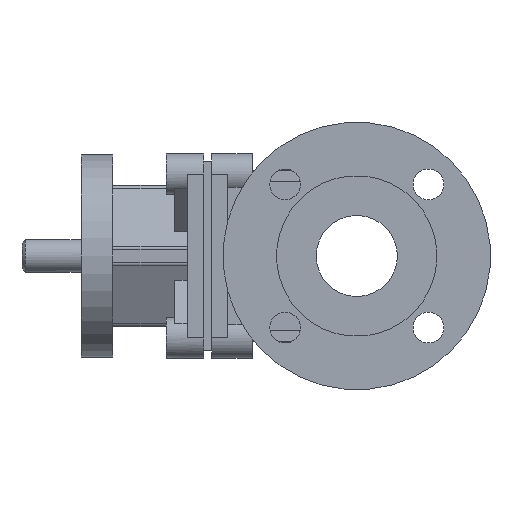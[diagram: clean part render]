
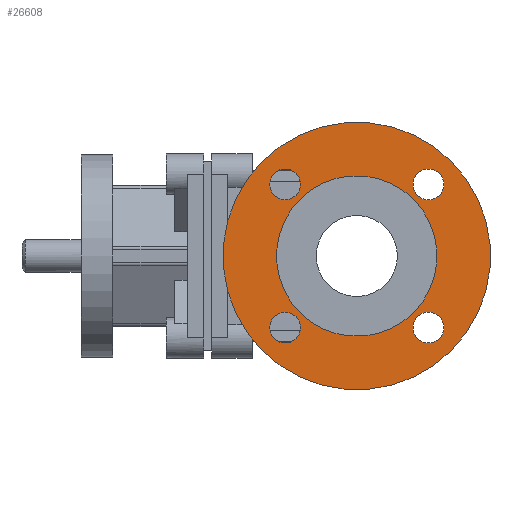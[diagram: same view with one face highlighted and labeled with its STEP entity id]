
A CAD part, left-side view. The second image highlights one B-rep face of the part: STEP entity #26608.
In plain terms, the highlighted planar face has unit normal (-1, 0, 0).
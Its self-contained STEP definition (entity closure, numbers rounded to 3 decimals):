
#26608=ADVANCED_FACE('',(#47548,#47550,#47552,#47554,#47556,#47558),#47560,.F.);
#47548=FACE_BOUND('',#47549,.T.);
#47549=EDGE_LOOP('',(#64943));
#47550=FACE_BOUND('',#47551,.T.);
#47551=EDGE_LOOP('',(#64944));
#47552=FACE_BOUND('',#47553,.T.);
#47553=EDGE_LOOP('',(#64945));
#47554=FACE_BOUND('',#47555,.T.);
#47555=EDGE_LOOP('',(#64946));
#47556=FACE_BOUND('',#47557,.T.);
#47557=EDGE_LOOP('',(#64947));
#47558=FACE_BOUND('',#47559,.T.);
#47559=EDGE_LOOP('',(#64948));
#47560=PLANE('',#47561);
#47561=AXIS2_PLACEMENT_3D('',#47562,#47563,#47564);
#47562=CARTESIAN_POINT('',(4264.703,1886.633,-4.844));
#47563=DIRECTION('',(1.,0.,0.));
#47564=DIRECTION('',(0.,0.707,-0.707));
#64943=ORIENTED_EDGE('',*,*,#73674,.F.);
#64944=ORIENTED_EDGE('',*,*,#73670,.F.);
#64945=ORIENTED_EDGE('',*,*,#73671,.F.);
#64946=ORIENTED_EDGE('',*,*,#73672,.F.);
#64947=ORIENTED_EDGE('',*,*,#73675,.T.);
#64948=ORIENTED_EDGE('',*,*,#73669,.F.);
#73669=EDGE_CURVE('',#88125,#88125,#88126,.T.);
#73670=EDGE_CURVE('',#88127,#88127,#88128,.T.);
#73671=EDGE_CURVE('',#88129,#88129,#88130,.T.);
#73672=EDGE_CURVE('',#88131,#88131,#88132,.T.);
#73674=EDGE_CURVE('',#88135,#88135,#88136,.T.);
#73675=EDGE_CURVE('',#88137,#88137,#88138,.T.);
#88125=VERTEX_POINT('',#120033);
#88126=CIRCLE('',#120034,9.5);
#88127=VERTEX_POINT('',#120038);
#88128=CIRCLE('',#120039,9.5);
#88129=VERTEX_POINT('',#120043);
#88130=CIRCLE('',#120044,9.5);
#88131=VERTEX_POINT('',#120048);
#88132=CIRCLE('',#120049,9.5);
#88135=VERTEX_POINT('',#120058);
#88136=CIRCLE('',#120059,82.5);
#88137=VERTEX_POINT('',#120063);
#88138=CIRCLE('',#120064,49.5);
#120033=CARTESIAN_POINT('',(4264.703,1890.876,-14.037));
#120034=AXIS2_PLACEMENT_3D('',#120035,#120036,#120037);
#120035=CARTESIAN_POINT('',(4264.703,1884.158,-7.319));
#120036=DIRECTION('',(-1.,0.,0.));
#120037=DIRECTION('',(0.,0.707,-0.707));
#120038=CARTESIAN_POINT('',(4264.703,1890.876,-102.425));
#120039=AXIS2_PLACEMENT_3D('',#120040,#120041,#120042);
#120040=CARTESIAN_POINT('',(4264.703,1884.158,-95.708));
#120041=DIRECTION('',(-1.,0.,0.));
#120042=DIRECTION('',(0.,0.707,-0.707));
#120043=CARTESIAN_POINT('',(4264.703,1802.487,-14.037));
#120044=AXIS2_PLACEMENT_3D('',#120045,#120046,#120047);
#120045=CARTESIAN_POINT('',(4264.703,1795.77,-7.319));
#120046=DIRECTION('',(-1.,0.,0.));
#120047=DIRECTION('',(0.,0.707,-0.707));
#120048=CARTESIAN_POINT('',(4264.703,1802.487,-102.425));
#120049=AXIS2_PLACEMENT_3D('',#120050,#120051,#120052);
#120050=CARTESIAN_POINT('',(4264.703,1795.77,-95.708));
#120051=DIRECTION('',(-1.,0.,0.));
#120052=DIRECTION('',(0.,0.707,-0.707));
#120058=CARTESIAN_POINT('',(4264.703,1781.628,-109.85));
#120059=AXIS2_PLACEMENT_3D('',#120060,#120061,#120062);
#120060=CARTESIAN_POINT('',(4264.703,1839.964,-51.513));
#120061=DIRECTION('',(1.,0.,0.));
#120062=DIRECTION('',(0.,0.707,0.707));
#120063=CARTESIAN_POINT('',(4264.703,1874.966,-16.512));
#120064=AXIS2_PLACEMENT_3D('',#120065,#120066,#120067);
#120065=CARTESIAN_POINT('',(4264.703,1839.964,-51.513));
#120066=DIRECTION('',(1.,0.,0.));
#120067=DIRECTION('',(0.,0.707,0.707));
